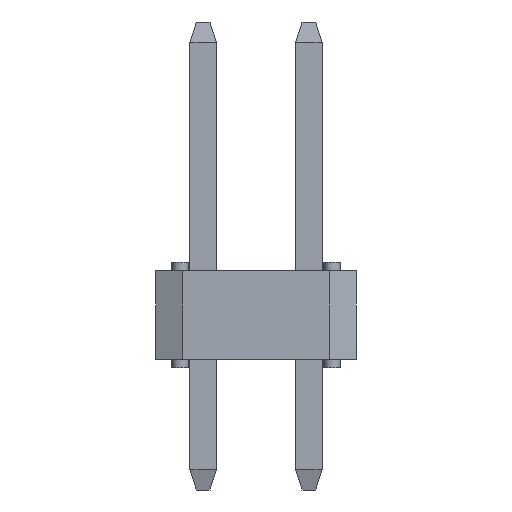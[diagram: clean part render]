
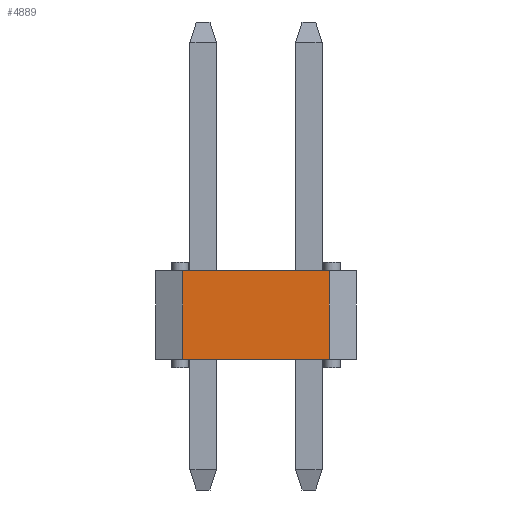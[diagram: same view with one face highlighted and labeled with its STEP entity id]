
A CAD part, left-side view. The second image highlights one B-rep face of the part: STEP entity #4889.
In plain terms, the highlighted planar face has unit normal (-1, 0, 0).
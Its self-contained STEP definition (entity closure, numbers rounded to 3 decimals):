
#282 = PLANE('',#283);
#283 = AXIS2_PLACEMENT_3D('',#284,#285,#286);
#284 = CARTESIAN_POINT('',(0.,0.,2.13));
#285 = DIRECTION('',(0.,0.,-1.));
#286 = DIRECTION('',(0.,-1.,0.));
#1653 = VERTEX_POINT('',#1654);
#1654 = CARTESIAN_POINT('',(-10.16,-1.756,2.13));
#1668 = PLANE('',#1669);
#1669 = AXIS2_PLACEMENT_3D('',#1670,#1671,#1672);
#1670 = CARTESIAN_POINT('',(-9.857,-2.41,0.));
#1671 = DIRECTION('',(-0.907,-0.421,
    0.));
#1672 = DIRECTION('',(-0.421,0.907,0.));
#1680 = EDGE_CURVE('',#1653,#1681,#1683,.T.);
#1681 = VERTEX_POINT('',#1682);
#1682 = CARTESIAN_POINT('',(-10.16,1.756,2.13));
#1683 = SURFACE_CURVE('',#1684,(#1688,#1695),.PCURVE_S1.);
#1684 = LINE('',#1685,#1686);
#1685 = CARTESIAN_POINT('',(-10.16,-1.756,2.13));
#1686 = VECTOR('',#1687,1.);
#1687 = DIRECTION('',(0.,1.,0.));
#1688 = PCURVE('',#282,#1689);
#1689 = DEFINITIONAL_REPRESENTATION('',(#1690),#1694);
#1690 = LINE('',#1691,#1692);
#1691 = CARTESIAN_POINT('',(1.756,10.16));
#1692 = VECTOR('',#1693,1.);
#1693 = DIRECTION('',(-1.,0.));
#1694 = ( GEOMETRIC_REPRESENTATION_CONTEXT(2) 
PARAMETRIC_REPRESENTATION_CONTEXT() REPRESENTATION_CONTEXT('2D SPACE',''
  ) );
#1695 = PCURVE('',#1696,#1701);
#1696 = PLANE('',#1697);
#1697 = AXIS2_PLACEMENT_3D('',#1698,#1699,#1700);
#1698 = CARTESIAN_POINT('',(-10.16,-1.756,0.));
#1699 = DIRECTION('',(-1.,0.,0.));
#1700 = DIRECTION('',(0.,1.,0.));
#1701 = DEFINITIONAL_REPRESENTATION('',(#1702),#1706);
#1702 = LINE('',#1703,#1704);
#1703 = CARTESIAN_POINT('',(0.,-2.13));
#1704 = VECTOR('',#1705,1.);
#1705 = DIRECTION('',(1.,0.));
#1706 = ( GEOMETRIC_REPRESENTATION_CONTEXT(2) 
PARAMETRIC_REPRESENTATION_CONTEXT() REPRESENTATION_CONTEXT('2D SPACE',''
  ) );
#1724 = PLANE('',#1725);
#1725 = AXIS2_PLACEMENT_3D('',#1726,#1727,#1728);
#1726 = CARTESIAN_POINT('',(-10.16,1.756,0.));
#1727 = DIRECTION('',(-0.907,0.421,0.)
  );
#1728 = DIRECTION('',(0.421,0.907,0.));
#4290 = PLANE('',#4291);
#4291 = AXIS2_PLACEMENT_3D('',#4292,#4293,#4294);
#4292 = CARTESIAN_POINT('',(0.,0.,0.));
#4293 = DIRECTION('',(0.,0.,-1.));
#4294 = DIRECTION('',(0.,-1.,0.));
#4795 = EDGE_CURVE('',#4796,#1681,#4798,.T.);
#4796 = VERTEX_POINT('',#4797);
#4797 = CARTESIAN_POINT('',(-10.16,1.756,0.));
#4798 = SURFACE_CURVE('',#4799,(#4803,#4810),.PCURVE_S1.);
#4799 = LINE('',#4800,#4801);
#4800 = CARTESIAN_POINT('',(-10.16,1.756,0.));
#4801 = VECTOR('',#4802,1.);
#4802 = DIRECTION('',(0.,0.,1.));
#4803 = PCURVE('',#1724,#4804);
#4804 = DEFINITIONAL_REPRESENTATION('',(#4805),#4809);
#4805 = LINE('',#4806,#4807);
#4806 = CARTESIAN_POINT('',(0.,0.));
#4807 = VECTOR('',#4808,1.);
#4808 = DIRECTION('',(0.,-1.));
#4809 = ( GEOMETRIC_REPRESENTATION_CONTEXT(2) 
PARAMETRIC_REPRESENTATION_CONTEXT() REPRESENTATION_CONTEXT('2D SPACE',''
  ) );
#4810 = PCURVE('',#1696,#4811);
#4811 = DEFINITIONAL_REPRESENTATION('',(#4812),#4816);
#4812 = LINE('',#4813,#4814);
#4813 = CARTESIAN_POINT('',(3.513,0.));
#4814 = VECTOR('',#4815,1.);
#4815 = DIRECTION('',(0.,-1.));
#4816 = ( GEOMETRIC_REPRESENTATION_CONTEXT(2) 
PARAMETRIC_REPRESENTATION_CONTEXT() REPRESENTATION_CONTEXT('2D SPACE',''
  ) );
#4889 = ADVANCED_FACE('',(#4890),#1696,.T.);
#4890 = FACE_BOUND('',#4891,.T.);
#4891 = EDGE_LOOP('',(#4892,#4915,#4916,#4917));
#4892 = ORIENTED_EDGE('',*,*,#4893,.T.);
#4893 = EDGE_CURVE('',#4894,#1653,#4896,.T.);
#4894 = VERTEX_POINT('',#4895);
#4895 = CARTESIAN_POINT('',(-10.16,-1.756,0.));
#4896 = SURFACE_CURVE('',#4897,(#4901,#4908),.PCURVE_S1.);
#4897 = LINE('',#4898,#4899);
#4898 = CARTESIAN_POINT('',(-10.16,-1.756,0.));
#4899 = VECTOR('',#4900,1.);
#4900 = DIRECTION('',(0.,0.,1.));
#4901 = PCURVE('',#1696,#4902);
#4902 = DEFINITIONAL_REPRESENTATION('',(#4903),#4907);
#4903 = LINE('',#4904,#4905);
#4904 = CARTESIAN_POINT('',(0.,0.));
#4905 = VECTOR('',#4906,1.);
#4906 = DIRECTION('',(0.,-1.));
#4907 = ( GEOMETRIC_REPRESENTATION_CONTEXT(2) 
PARAMETRIC_REPRESENTATION_CONTEXT() REPRESENTATION_CONTEXT('2D SPACE',''
  ) );
#4908 = PCURVE('',#1668,#4909);
#4909 = DEFINITIONAL_REPRESENTATION('',(#4910),#4914);
#4910 = LINE('',#4911,#4912);
#4911 = CARTESIAN_POINT('',(0.72,0.));
#4912 = VECTOR('',#4913,1.);
#4913 = DIRECTION('',(0.,-1.));
#4914 = ( GEOMETRIC_REPRESENTATION_CONTEXT(2) 
PARAMETRIC_REPRESENTATION_CONTEXT() REPRESENTATION_CONTEXT('2D SPACE',''
  ) );
#4915 = ORIENTED_EDGE('',*,*,#1680,.T.);
#4916 = ORIENTED_EDGE('',*,*,#4795,.F.);
#4917 = ORIENTED_EDGE('',*,*,#4918,.F.);
#4918 = EDGE_CURVE('',#4894,#4796,#4919,.T.);
#4919 = SURFACE_CURVE('',#4920,(#4924,#4931),.PCURVE_S1.);
#4920 = LINE('',#4921,#4922);
#4921 = CARTESIAN_POINT('',(-10.16,-1.756,0.));
#4922 = VECTOR('',#4923,1.);
#4923 = DIRECTION('',(0.,1.,0.));
#4924 = PCURVE('',#1696,#4925);
#4925 = DEFINITIONAL_REPRESENTATION('',(#4926),#4930);
#4926 = LINE('',#4927,#4928);
#4927 = CARTESIAN_POINT('',(0.,0.));
#4928 = VECTOR('',#4929,1.);
#4929 = DIRECTION('',(1.,0.));
#4930 = ( GEOMETRIC_REPRESENTATION_CONTEXT(2) 
PARAMETRIC_REPRESENTATION_CONTEXT() REPRESENTATION_CONTEXT('2D SPACE',''
  ) );
#4931 = PCURVE('',#4290,#4932);
#4932 = DEFINITIONAL_REPRESENTATION('',(#4933),#4937);
#4933 = LINE('',#4934,#4935);
#4934 = CARTESIAN_POINT('',(1.756,10.16));
#4935 = VECTOR('',#4936,1.);
#4936 = DIRECTION('',(-1.,0.));
#4937 = ( GEOMETRIC_REPRESENTATION_CONTEXT(2) 
PARAMETRIC_REPRESENTATION_CONTEXT() REPRESENTATION_CONTEXT('2D SPACE',''
  ) );
